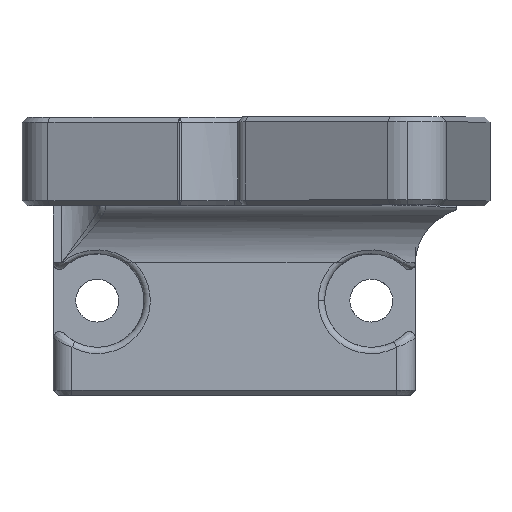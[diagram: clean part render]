
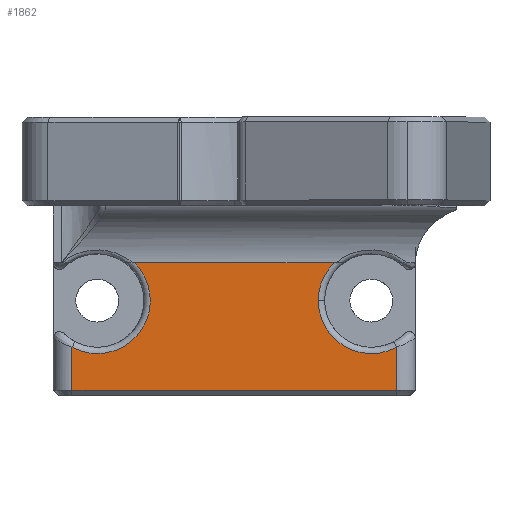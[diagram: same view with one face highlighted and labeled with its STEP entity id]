
A CAD part, top view. The second image highlights one B-rep face of the part: STEP entity #1862.
In plain terms, the highlighted face is planar.
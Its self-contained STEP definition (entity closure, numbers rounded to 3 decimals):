
#160 = VECTOR ( 'NONE', #1181, 1000. ) ;
#210 = EDGE_CURVE ( 'NONE', #4923, #956, #862, .T. ) ;
#314 = DIRECTION ( 'NONE',  ( -1., 0., 0. ) ) ;
#332 = AXIS2_PLACEMENT_3D ( 'NONE', #2346, #1976, #4996 ) ;
#359 = EDGE_CURVE ( 'NONE', #1054, #3314, #1970, .T. ) ;
#421 = CIRCLE ( 'NONE', #3967, 4.2 ) ;
#469 = ORIENTED_EDGE ( 'NONE', *, *, #210, .T. ) ;
#588 = LINE ( 'NONE', #2533, #890 ) ;
#674 = FACE_OUTER_BOUND ( 'NONE', #1310, .T. ) ;
#731 = CIRCLE ( 'NONE', #332, 4.2 ) ;
#862 = CIRCLE ( 'NONE', #3458, 4.2 ) ;
#890 = VECTOR ( 'NONE', #2440, 1000. ) ;
#956 = VERTEX_POINT ( 'NONE', #1354 ) ;
#977 = ORIENTED_EDGE ( 'NONE', *, *, #1319, .F. ) ;
#1054 = VERTEX_POINT ( 'NONE', #3326 ) ;
#1105 = DIRECTION ( 'NONE',  ( 0., -1., 0. ) ) ;
#1162 = DIRECTION ( 'NONE',  ( 0., 0., 1. ) ) ;
#1181 = DIRECTION ( 'NONE',  ( 1., 0., 0. ) ) ;
#1253 = ORIENTED_EDGE ( 'NONE', *, *, #3961, .T. ) ;
#1310 = EDGE_LOOP ( 'NONE', ( #2852, #3744, #4176, #1253, #3597, #977, #469 ) ) ;
#1319 = EDGE_CURVE ( 'NONE', #4923, #4090, #4457, .T. ) ;
#1354 = CARTESIAN_POINT ( 'NONE',  ( -12.85, 0., 18.193 ) ) ;
#1604 = DIRECTION ( 'NONE',  ( 1., 0., 0. ) ) ;
#1626 = VERTEX_POINT ( 'NONE', #3061 ) ;
#1634 = EDGE_CURVE ( 'NONE', #956, #1054, #3092, .T. ) ;
#1810 = DIRECTION ( 'NONE',  ( 0., -1., 0. ) ) ;
#1862 = ADVANCED_FACE ( 'NONE', ( #674 ), #4915, .T. ) ;
#1970 = LINE ( 'NONE', #2817, #4031 ) ;
#1976 = DIRECTION ( 'NONE',  ( 0., -1., 0. ) ) ;
#2073 = CARTESIAN_POINT ( 'NONE',  ( 7.911, 0., 11.5 ) ) ;
#2109 = DIRECTION ( 'NONE',  ( 0., 1., 0. ) ) ;
#2143 = EDGE_CURVE ( 'NONE', #3314, #1626, #588, .T. ) ;
#2313 = CARTESIAN_POINT ( 'NONE',  ( -16.809, 0., 11.5 ) ) ;
#2346 = CARTESIAN_POINT ( 'NONE',  ( 10.85, 0., 14.5 ) ) ;
#2440 = DIRECTION ( 'NONE',  ( 0., 0., -1. ) ) ;
#2533 = CARTESIAN_POINT ( 'NONE',  ( 12.85, 0., 7. ) ) ;
#2534 = DIRECTION ( 'NONE',  ( -1., 0., 0. ) ) ;
#2543 = CARTESIAN_POINT ( 'NONE',  ( 0., 0., 7. ) ) ;
#2758 = AXIS2_PLACEMENT_3D ( 'NONE', #2543, #2109, #3748 ) ;
#2817 = CARTESIAN_POINT ( 'NONE',  ( 0., 0., 21.6 ) ) ;
#2852 = ORIENTED_EDGE ( 'NONE', *, *, #1634, .T. ) ;
#3061 = CARTESIAN_POINT ( 'NONE',  ( 12.85, 0., 18.193 ) ) ;
#3092 = LINE ( 'NONE', #4648, #4703 ) ;
#3274 = CARTESIAN_POINT ( 'NONE',  ( 10.85, 0., 14.5 ) ) ;
#3314 = VERTEX_POINT ( 'NONE', #3422 ) ;
#3326 = CARTESIAN_POINT ( 'NONE',  ( -12.85, 0., 21.6 ) ) ;
#3383 = EDGE_CURVE ( 'NONE', #4325, #4090, #421, .T. ) ;
#3422 = CARTESIAN_POINT ( 'NONE',  ( 12.85, 0., 21.6 ) ) ;
#3430 = CARTESIAN_POINT ( 'NONE',  ( -10.85, 0., 14.5 ) ) ;
#3458 = AXIS2_PLACEMENT_3D ( 'NONE', #3430, #1810, #314 ) ;
#3460 = CARTESIAN_POINT ( 'NONE',  ( 6.65, 0., 14.5 ) ) ;
#3597 = ORIENTED_EDGE ( 'NONE', *, *, #3383, .T. ) ;
#3744 = ORIENTED_EDGE ( 'NONE', *, *, #359, .T. ) ;
#3748 = DIRECTION ( 'NONE',  ( -1., 0., 0. ) ) ;
#3961 = EDGE_CURVE ( 'NONE', #1626, #4325, #731, .T. ) ;
#3967 = AXIS2_PLACEMENT_3D ( 'NONE', #3274, #1105, #2534 ) ;
#4031 = VECTOR ( 'NONE', #1604, 1000. ) ;
#4090 = VERTEX_POINT ( 'NONE', #2073 ) ;
#4176 = ORIENTED_EDGE ( 'NONE', *, *, #2143, .T. ) ;
#4184 = CARTESIAN_POINT ( 'NONE',  ( -7.911, 0., 11.5 ) ) ;
#4325 = VERTEX_POINT ( 'NONE', #3460 ) ;
#4457 = LINE ( 'NONE', #2313, #160 ) ;
#4648 = CARTESIAN_POINT ( 'NONE',  ( -12.85, 0., 7. ) ) ;
#4703 = VECTOR ( 'NONE', #1162, 1000. ) ;
#4915 = PLANE ( 'NONE',  #2758 ) ;
#4923 = VERTEX_POINT ( 'NONE', #4184 ) ;
#4996 = DIRECTION ( 'NONE',  ( -1., 0., 0. ) ) ;
